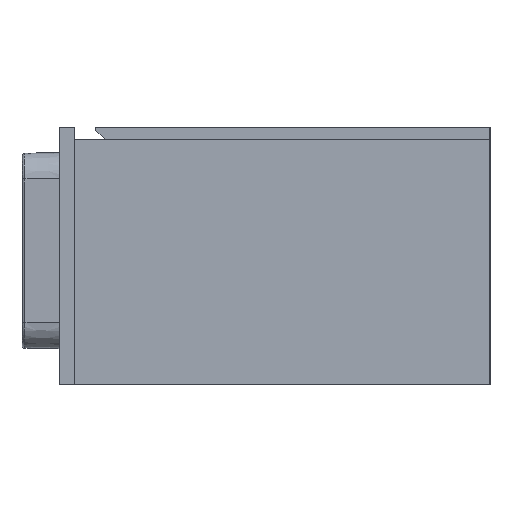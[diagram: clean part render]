
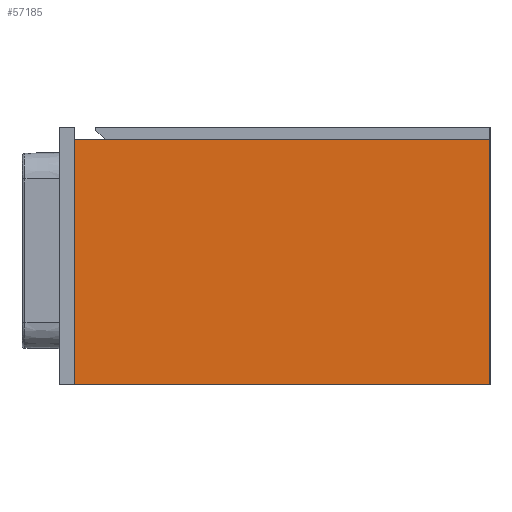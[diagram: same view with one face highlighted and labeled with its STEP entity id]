
A CAD part, left-side view. The second image highlights one B-rep face of the part: STEP entity #57185.
In plain terms, the highlighted planar face has unit normal (-1, 0, 0).
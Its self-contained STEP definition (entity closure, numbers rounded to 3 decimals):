
#176 = ORIENTED_EDGE ( 'NONE', *, *, #5638, .T. ) ;
#512 = DIRECTION ( 'NONE',  ( 0., 0., -1. ) ) ;
#3019 = CARTESIAN_POINT ( 'NONE',  ( -444., 275., 0. ) ) ;
#5149 = CARTESIAN_POINT ( 'NONE',  ( -444., 275., 325. ) ) ;
#5638 = EDGE_CURVE ( 'NONE', #16505, #31834, #17158, .T. ) ;
#5760 = DIRECTION ( 'NONE',  ( 0., 0., -1. ) ) ;
#6628 = VERTEX_POINT ( 'NONE', #21126 ) ;
#8202 = DIRECTION ( 'NONE',  ( 0., 1., 0. ) ) ;
#12365 = CARTESIAN_POINT ( 'NONE',  ( -444., 275., 325. ) ) ;
#14125 = ORIENTED_EDGE ( 'NONE', *, *, #29689, .F. ) ;
#14655 = LINE ( 'NONE', #5149, #22738 ) ;
#16505 = VERTEX_POINT ( 'NONE', #35329 ) ;
#17158 = LINE ( 'NONE', #20237, #44681 ) ;
#20237 = CARTESIAN_POINT ( 'NONE',  ( -444., 275., 325. ) ) ;
#20332 = VERTEX_POINT ( 'NONE', #35243 ) ;
#21126 = CARTESIAN_POINT ( 'NONE',  ( -444., -275., 325. ) ) ;
#22714 = ORIENTED_EDGE ( 'NONE', *, *, #51306, .T. ) ;
#22738 = VECTOR ( 'NONE', #41764, 1000. ) ;
#27249 = VECTOR ( 'NONE', #512, 1000. ) ;
#27502 = PLANE ( 'NONE',  #61522 ) ;
#27960 = DIRECTION ( 'NONE',  ( -1., 0., 0. ) ) ;
#29689 = EDGE_CURVE ( 'NONE', #6628, #20332, #47485, .T. ) ;
#31834 = VERTEX_POINT ( 'NONE', #62807 ) ;
#35243 = CARTESIAN_POINT ( 'NONE',  ( -444., -275., 0. ) ) ;
#35329 = CARTESIAN_POINT ( 'NONE',  ( -444., 275., 325. ) ) ;
#38364 = DIRECTION ( 'NONE',  ( 0., -1., 0. ) ) ;
#40498 = VECTOR ( 'NONE', #8202, 1000. ) ;
#41385 = FACE_OUTER_BOUND ( 'NONE', #52626, .T. ) ;
#41764 = DIRECTION ( 'NONE',  ( 0., 1., 0. ) ) ;
#44681 = VECTOR ( 'NONE', #5760, 1000. ) ;
#45343 = LINE ( 'NONE', #3019, #40498 ) ;
#47485 = LINE ( 'NONE', #62381, #27249 ) ;
#51306 = EDGE_CURVE ( 'NONE', #6628, #16505, #14655, .T. ) ;
#52626 = EDGE_LOOP ( 'NONE', ( #64946, #14125, #22714, #176 ) ) ;
#57185 = ADVANCED_FACE ( 'NONE', ( #41385 ), #27502, .T. ) ;
#61522 = AXIS2_PLACEMENT_3D ( 'NONE', #12365, #27960, #38364 ) ;
#62381 = CARTESIAN_POINT ( 'NONE',  ( -444., -275., 325. ) ) ;
#62807 = CARTESIAN_POINT ( 'NONE',  ( -444., 275., 0. ) ) ;
#64946 = ORIENTED_EDGE ( 'NONE', *, *, #66464, .F. ) ;
#66464 = EDGE_CURVE ( 'NONE', #20332, #31834, #45343, .T. ) ;
